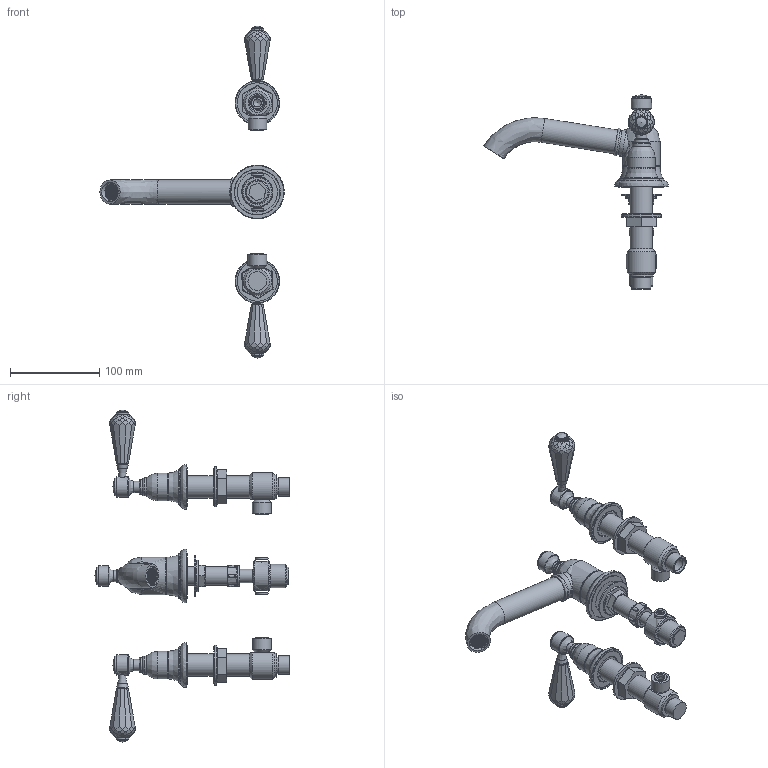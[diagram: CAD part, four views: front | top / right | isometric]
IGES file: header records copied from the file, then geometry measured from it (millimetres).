
Global section: file name: V2K15-SB-NP; native system: Autodesk Inventor 2018; preprocessor: unknown; author: aduggalther; date: 20180907.112621; units: millimetre
Bounding box: 206.89 x 218.1 x 372.64 mm (x, y, z)
Volume: 490196.5 mm3; surface area: 193172.9 mm2
Topology: 65 solids, 66 shells, 3104 faces, 8031 edges, 5307 vertices
Faces by surface type: bspline 3104
